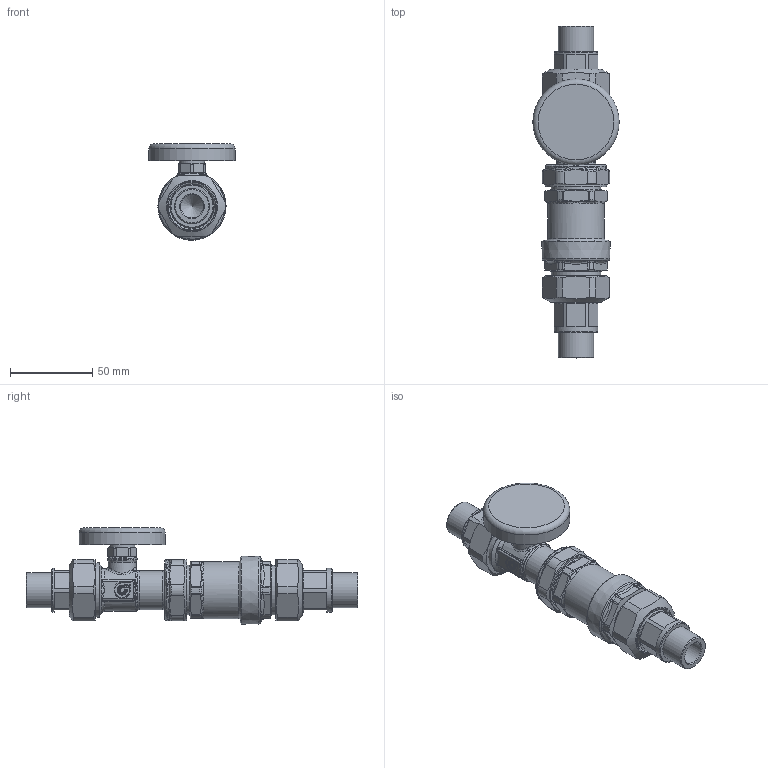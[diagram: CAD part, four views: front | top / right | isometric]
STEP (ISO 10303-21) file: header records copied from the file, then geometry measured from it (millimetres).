
FILE_DESCRIPTION(/* description */ (''),/* implementation_level */ '2;1');
FILE_NAME(/* name */ '127140AFC_Simplify_1.stp',/* time_stamp */ '2025-07-24T16:30:55-05:00',/* author */ ('ischreiner'),/* organization */ (''),/* preprocessor_version */ 'ST-DEVELOPER v20',/* originating_system */ 'Autodesk Inventor 2025',/* authorisation */ '');
FILE_SCHEMA (('AUTOMOTIVE_DESIGN { 1 0 10303 214 3 1 1 }'));
Length unit declared in the file: inch
Products named in the file (1): 127140AFC_Simplify_1
Bounding box: 52.32 x 201.3 x 58.6 mm (x, y, z)
Volume: 120281.6 mm3; surface area: 54026.5 mm2
Topology: 6 solids, 6 shells, 774 faces, 1794 edges, 1015 vertices
Faces by surface type: cylinder 216, bspline 172, plane 168, cone 97, torus 83, sphere 38
Full cylindrical faces by diameter (mm): 14 x2, 15.24 x1, 15.875 x1, 17 x1, 18 x1, 20.1 x2, 20.6 x2, 21 x2, 21.3 x2, 22 x1, 23.5 x1, 24 x1, 24.1 x2, 25 x2, 26.5 x2, 26.924 x2, 28.3 x2, 28.5 x1, 28.6 x1, 29.6 x1, 30 x6, 30.2 x1, 30.302 x2, 30.4 x1, 30.5 x1, 33.1 x3, 34.5 x1, 37 x2, 52.324 x1
Entity records: 32671 total; most frequent: CARTESIAN_POINT 15375, ORIENTED_EDGE 3478, DIRECTION 3377, EDGE_CURVE 1739, AXIS2_PLACEMENT_3D 1440, VERTEX_POINT 1015, EDGE_LOOP 826, STYLED_ITEM 780
